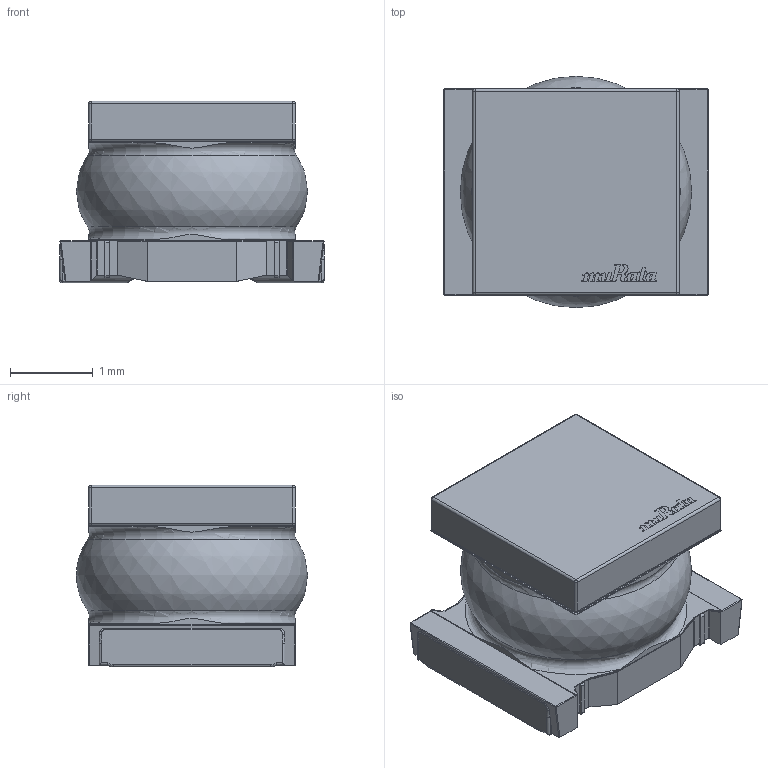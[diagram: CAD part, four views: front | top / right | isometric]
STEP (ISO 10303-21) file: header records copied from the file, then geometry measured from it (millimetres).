
FILE_DESCRIPTION(/* description */ (''),/* implementation_level */ '2;1');
FILE_NAME(/* name */ 'LQH32CH100K33B.stp',/* time_stamp */ '2020-09-09T12:44:49+02:00',/* author */ ('EGSA'),/* organization */ (''),/* preprocessor_version */ 'ST-DEVELOPER v17.2',/* originating_system */ 'Autodesk Inventor 2019',/* authorisation */ '');
FILE_SCHEMA (('AUTOMOTIVE_DESIGN { 1 0 10303 214 3 1 1 }'));
Length unit declared in the file: millimetre
Products named in the file (7): LQH32CH100K33B; 1; 1_1; 2; 3; 4; Murata_
Assembly tree (6 placements, depth 3):
  LQH32CH100K33B
    1
      1_1
      2
      3
      4
    Murata_
Bounding box: 3.2 x 2.8 x 2.2 mm (x, y, z)
Volume: 13.6 mm3; surface area: 76.5 mm2
Topology: 8 solids, 9 shells, 480 faces, 1289 edges, 827 vertices
Faces by surface type: plane 198, bspline 145, cylinder 99, sphere 20, torus 18
Full cylindrical faces by diameter (mm): 0.038 x1
Entity records: 17906 total; most frequent: CARTESIAN_POINT 6307, ORIENTED_EDGE 2578, DIRECTION 2043, EDGE_CURVE 1289, VERTEX_POINT 827, LINE 727, VECTOR 727, AXIS2_PLACEMENT_3D 658
